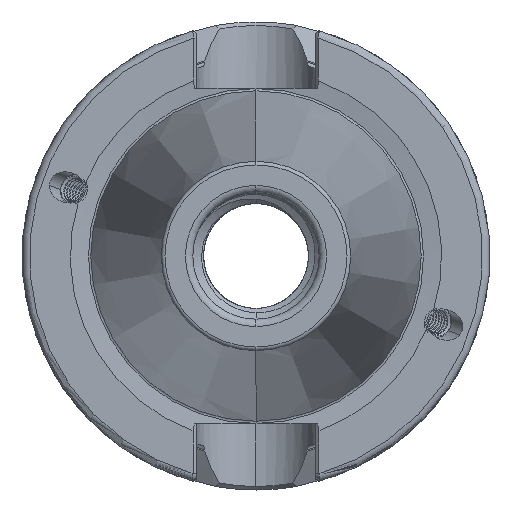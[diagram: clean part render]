
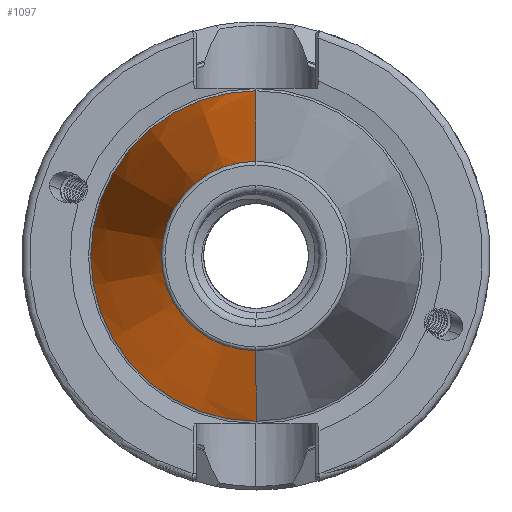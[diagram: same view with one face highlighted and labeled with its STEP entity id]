
A CAD part, left-side view. The second image highlights one B-rep face of the part: STEP entity #1097.
In plain terms, the highlighted conical face has half-angle 8.297 degrees and reference radius 22.24 mm.
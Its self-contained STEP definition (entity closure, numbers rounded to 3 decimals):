
#1097 = ADVANCED_FACE ( 'NONE', ( #4882 ), #4832, .T. ) ;
#1268 = VERTEX_POINT ( 'NONE', #7665 ) ;
#1301 = VERTEX_POINT ( 'NONE', #7706 ) ;
#2266 = VERTEX_POINT ( 'NONE', #5644 ) ;
#2296 = VERTEX_POINT ( 'NONE', #5653 ) ;
#2446 = ORIENTED_EDGE ( 'NONE', *, *, #3159, .T. ) ;
#2457 = ORIENTED_EDGE ( 'NONE', *, *, #3137, .F. ) ;
#2462 = ORIENTED_EDGE ( 'NONE', *, *, #3163, .F. ) ;
#2528 = ORIENTED_EDGE ( 'NONE', *, *, #3181, .T. ) ;
#2701 = EDGE_LOOP ( 'NONE', ( #2528, #2446, #2462, #2457 ) ) ;
#3079 = AXIS2_PLACEMENT_3D ( 'NONE', #13255, #13256, #13262 ) ;
#3080 = AXIS2_PLACEMENT_3D ( 'NONE', #6518, #6585, #6562 ) ;
#3137 = EDGE_CURVE ( 'NONE', #1301, #2296, #11321, .T. ) ;
#3159 = EDGE_CURVE ( 'NONE', #1268, #2266, #11186, .T. ) ;
#3163 = EDGE_CURVE ( 'NONE', #2296, #2266, #11193, .T. ) ;
#3181 = EDGE_CURVE ( 'NONE', #1301, #1268, #11210, .T. ) ;
#3677 = AXIS2_PLACEMENT_3D ( 'NONE', #9513, #9432, #9486 ) ;
#4832 = CONICAL_SURFACE ( 'NONE', #3677, 22.24, 0.145 ) ;
#4882 = FACE_OUTER_BOUND ( 'NONE', #2701, .T. ) ;
#5644 = CARTESIAN_POINT ( 'NONE',  ( -0.9, 0., 22.24 ) ) ;
#5653 = CARTESIAN_POINT ( 'NONE',  ( -0.9, 0., -22.24 ) ) ;
#6380 = CARTESIAN_POINT ( 'NONE',  ( -0.9, 0., -22.24 ) ) ;
#6404 = DIRECTION ( 'NONE',  ( 0.99, 0., -0.144 ) ) ;
#6518 = CARTESIAN_POINT ( 'NONE',  ( -0.9, 0., 0. ) ) ;
#6520 = CARTESIAN_POINT ( 'NONE',  ( -0.9, 0., 22.24 ) ) ;
#6555 = DIRECTION ( 'NONE',  ( 0.99, 0., 0.144 ) ) ;
#6562 = DIRECTION ( 'NONE',  ( 0., 0., -1. ) ) ;
#6585 = DIRECTION ( 'NONE',  ( 1., 0., 0. ) ) ;
#7665 = CARTESIAN_POINT ( 'NONE',  ( -65.972, 0., 12.75 ) ) ;
#7706 = CARTESIAN_POINT ( 'NONE',  ( -65.972, 0., -12.75 ) ) ;
#9432 = DIRECTION ( 'NONE',  ( 1., 0., 0. ) ) ;
#9486 = DIRECTION ( 'NONE',  ( 0., 0., -1. ) ) ;
#9513 = CARTESIAN_POINT ( 'NONE',  ( -0.9, 0., 0. ) ) ;
#11186 = LINE ( 'NONE', #6520, #11190 ) ;
#11190 = VECTOR ( 'NONE', #6555, 1000. ) ;
#11193 = CIRCLE ( 'NONE', #3080, 22.24 ) ;
#11210 = CIRCLE ( 'NONE', #3079, 12.75 ) ;
#11321 = LINE ( 'NONE', #6380, #11324 ) ;
#11324 = VECTOR ( 'NONE', #6404, 1000. ) ;
#13255 = CARTESIAN_POINT ( 'NONE',  ( -65.972, 0., 0. ) ) ;
#13256 = DIRECTION ( 'NONE',  ( 1., 0., 0. ) ) ;
#13262 = DIRECTION ( 'NONE',  ( 0., 0., -1. ) ) ;
